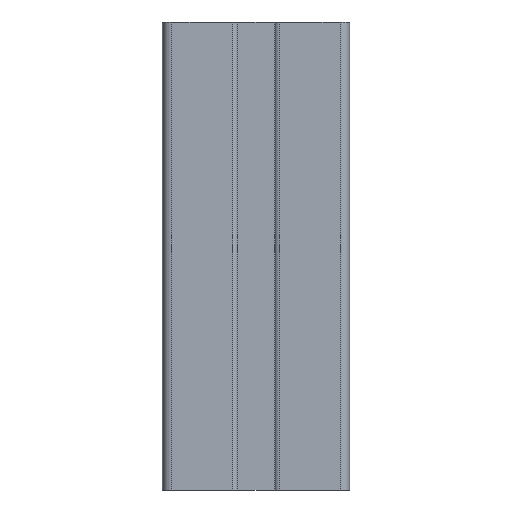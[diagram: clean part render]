
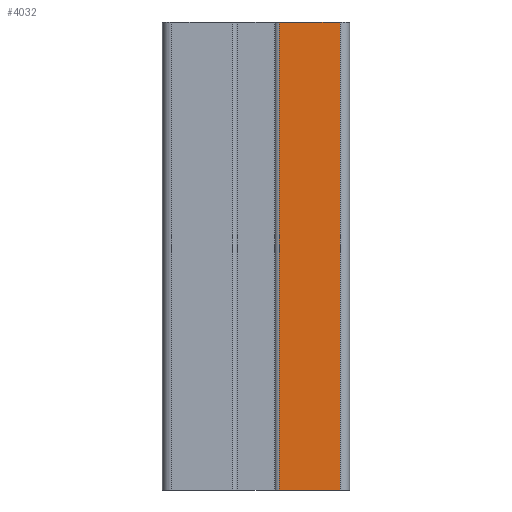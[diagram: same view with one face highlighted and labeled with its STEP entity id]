
A CAD part, left-side view. The second image highlights one B-rep face of the part: STEP entity #4032.
In plain terms, the highlighted planar face has unit normal (-1, 0, 0).
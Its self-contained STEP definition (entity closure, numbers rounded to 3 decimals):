
#120=PLANE('',#4428);
#318=FACE_OUTER_BOUND('',#520,.T.);
#520=EDGE_LOOP('',(#3305,#3306,#3307,#3308));
#846=LINE('',#6589,#1246);
#926=LINE('',#6814,#1326);
#927=LINE('',#6816,#1327);
#928=LINE('',#6817,#1328);
#1246=VECTOR('',#5382,100.);
#1326=VECTOR('',#5602,13.);
#1327=VECTOR('',#5603,100.);
#1328=VECTOR('',#5604,13.);
#1854=VERTEX_POINT('',#6583);
#1856=VERTEX_POINT('',#6587);
#1931=VERTEX_POINT('',#6813);
#1932=VERTEX_POINT('',#6815);
#2406=EDGE_CURVE('',#1854,#1856,#846,.T.);
#2518=EDGE_CURVE('',#1931,#1856,#926,.T.);
#2519=EDGE_CURVE('',#1931,#1932,#927,.T.);
#2520=EDGE_CURVE('',#1932,#1854,#928,.T.);
#3305=ORIENTED_EDGE('',*,*,#2406,.T.);
#3306=ORIENTED_EDGE('',*,*,#2518,.F.);
#3307=ORIENTED_EDGE('',*,*,#2519,.T.);
#3308=ORIENTED_EDGE('',*,*,#2520,.T.);
#4032=ADVANCED_FACE('',(#318),#120,.T.);
#4428=AXIS2_PLACEMENT_3D('',#6812,#5600,#5601);
#5382=DIRECTION('',(0.,0.,-1.));
#5600=DIRECTION('center_axis',(-1.,0.,0.));
#5601=DIRECTION('ref_axis',(0.,-1.,0.));
#5602=DIRECTION('',(0.,1.,0.));
#5603=DIRECTION('',(0.,0.,1.));
#5604=DIRECTION('',(0.,1.,0.));
#6583=CARTESIAN_POINT('',(-20.,-5.,100.));
#6587=CARTESIAN_POINT('',(-20.,-5.,0.));
#6589=CARTESIAN_POINT('',(-20.,-5.,0.));
#6812=CARTESIAN_POINT('Origin',(-20.,18.,0.));
#6813=CARTESIAN_POINT('',(-20.,-18.,0.));
#6814=CARTESIAN_POINT('',(-20.,9.,0.));
#6815=CARTESIAN_POINT('',(-20.,-18.,100.));
#6816=CARTESIAN_POINT('',(-20.,-18.,0.));
#6817=CARTESIAN_POINT('',(-20.,9.,100.));
